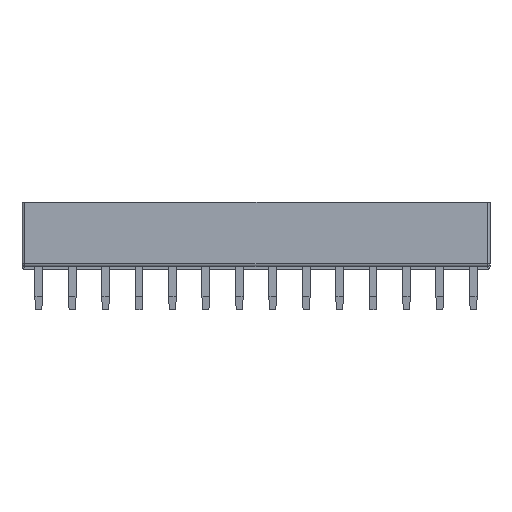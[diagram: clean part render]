
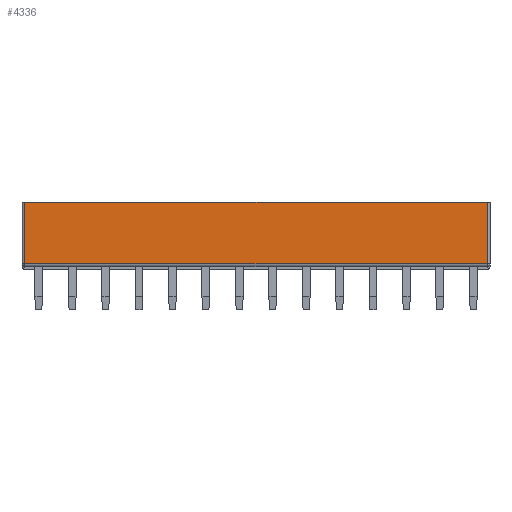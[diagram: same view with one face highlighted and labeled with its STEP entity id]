
A CAD part, left-side view. The second image highlights one B-rep face of the part: STEP entity #4336.
In plain terms, the highlighted planar face has unit normal (-1, 0, 0).
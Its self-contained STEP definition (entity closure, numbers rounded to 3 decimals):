
#342 = ORIENTED_EDGE ( 'NONE', *, *, #9499, .F. ) ;
#730 = VECTOR ( 'NONE', #3063, 1000. ) ;
#813 = CARTESIAN_POINT ( 'NONE',  ( -8.89, 17.58, 5.1 ) ) ;
#1203 = VERTEX_POINT ( 'NONE', #5161 ) ;
#1246 = DIRECTION ( 'NONE',  ( 0., -1., 0. ) ) ;
#1487 = FACE_OUTER_BOUND ( 'NONE', #7017, .T. ) ;
#2298 = EDGE_CURVE ( 'NONE', #11775, #3672, #8973, .T. ) ;
#3063 = DIRECTION ( 'NONE',  ( 0., 0., -1. ) ) ;
#3312 = ORIENTED_EDGE ( 'NONE', *, *, #7103, .T. ) ;
#3353 = LINE ( 'NONE', #12560, #6388 ) ;
#3628 = VERTEX_POINT ( 'NONE', #4757 ) ;
#3672 = VERTEX_POINT ( 'NONE', #4807 ) ;
#4336 = ADVANCED_FACE ( 'NONE', ( #1487 ), #9784, .F. ) ;
#4757 = CARTESIAN_POINT ( 'NONE',  ( -8.89, -17.58, 0.4 ) ) ;
#4807 = CARTESIAN_POINT ( 'NONE',  ( -8.89, 17.58, 0.4 ) ) ;
#4917 = ORIENTED_EDGE ( 'NONE', *, *, #12040, .T. ) ;
#5005 = CARTESIAN_POINT ( 'NONE',  ( -8.89, -17.58, 5.1 ) ) ;
#5140 = CARTESIAN_POINT ( 'NONE',  ( -8.89, 17.58, 5.1 ) ) ;
#5161 = CARTESIAN_POINT ( 'NONE',  ( -8.89, -17.58, 5.1 ) ) ;
#5474 = AXIS2_PLACEMENT_3D ( 'NONE', #11854, #12870, #6689 ) ;
#5572 = CARTESIAN_POINT ( 'NONE',  ( -8.89, 17.78, 5.1 ) ) ;
#6030 = DIRECTION ( 'NONE',  ( 0., 0., 1. ) ) ;
#6388 = VECTOR ( 'NONE', #1246, 1000. ) ;
#6689 = DIRECTION ( 'NONE',  ( 0., 1., 0. ) ) ;
#6764 = VECTOR ( 'NONE', #9700, 1000. ) ;
#7017 = EDGE_LOOP ( 'NONE', ( #4917, #3312, #342, #8537 ) ) ;
#7103 = EDGE_CURVE ( 'NONE', #3628, #1203, #8829, .T. ) ;
#8537 = ORIENTED_EDGE ( 'NONE', *, *, #2298, .T. ) ;
#8829 = LINE ( 'NONE', #5005, #11243 ) ;
#8973 = LINE ( 'NONE', #5140, #730 ) ;
#9499 = EDGE_CURVE ( 'NONE', #11775, #1203, #11953, .T. ) ;
#9700 = DIRECTION ( 'NONE',  ( 0., -1., 0. ) ) ;
#9784 = PLANE ( 'NONE',  #5474 ) ;
#11243 = VECTOR ( 'NONE', #6030, 1000. ) ;
#11775 = VERTEX_POINT ( 'NONE', #813 ) ;
#11854 = CARTESIAN_POINT ( 'NONE',  ( -8.89, 17.78, 5.1 ) ) ;
#11953 = LINE ( 'NONE', #5572, #6764 ) ;
#12040 = EDGE_CURVE ( 'NONE', #3672, #3628, #3353, .T. ) ;
#12560 = CARTESIAN_POINT ( 'NONE',  ( -8.89, 17.78, 0.4 ) ) ;
#12870 = DIRECTION ( 'NONE',  ( 1., 0., 0. ) ) ;
